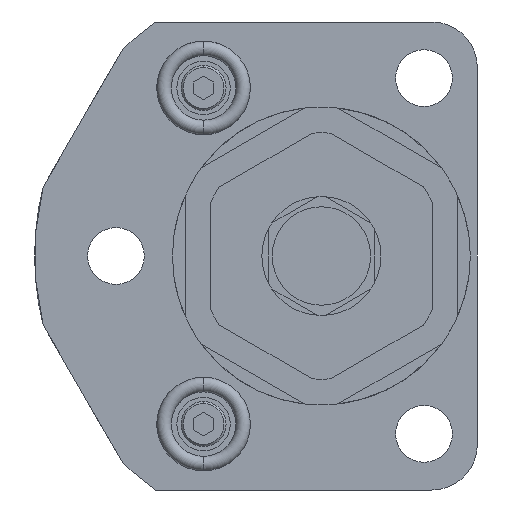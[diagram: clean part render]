
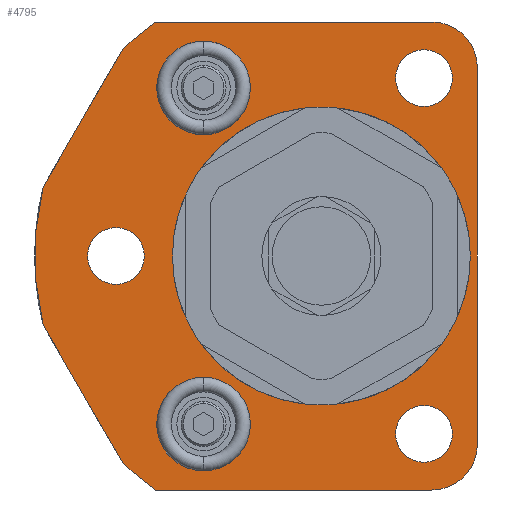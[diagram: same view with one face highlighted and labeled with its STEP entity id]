
A CAD part, front view. The second image highlights one B-rep face of the part: STEP entity #4795.
In plain terms, the highlighted planar face has unit normal (0, -1, 0).
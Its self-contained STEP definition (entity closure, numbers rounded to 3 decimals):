
#831=CARTESIAN_POINT('',(0.,0.,0.));
#832=DIRECTION('',(0.,-1.,0.));
#833=DIRECTION('',(-0.971,0.,0.24));
#834=AXIS2_PLACEMENT_3D('',#831,#832,#833);
#839=CARTESIAN_POINT('',(0.,0.,0.));
#840=DIRECTION('',(0.,-1.,0.));
#841=DIRECTION('',(-0.693,0.,-0.721));
#842=AXIS2_PLACEMENT_3D('',#839,#840,#841);
#847=CARTESIAN_POINT('',(0.,0.,0.));
#848=DIRECTION('',(0.,-1.,0.));
#849=DIRECTION('',(-0.578,0.,0.816));
#850=AXIS2_PLACEMENT_3D('',#847,#848,#849);
#969=CARTESIAN_POINT('',(0.,0.,0.));
#970=DIRECTION('',(0.,-1.,0.));
#971=DIRECTION('',(1.,0.,0.));
#972=AXIS2_PLACEMENT_3D('',#969,#970,#971);
#977=CARTESIAN_POINT('',(0.,0.,0.));
#978=DIRECTION('',(0.,1.,0.));
#979=DIRECTION('',(1.,0.,0.));
#980=AXIS2_PLACEMENT_3D('',#977,#978,#979);
#985=CARTESIAN_POINT('',(13.436,0.,-22.936));
#986=DIRECTION('',(0.,-1.,0.));
#987=DIRECTION('',(0.,0.,-1.));
#988=AXIS2_PLACEMENT_3D('',#985,#986,#987);
#993=DIRECTION('',(-1.,0.,0.));
#994=VECTOR('',#993,33.624);
#995=CARTESIAN_POINT('',(13.436,0.,-28.499));
#996=LINE('',#995,#994);
#1000=DIRECTION('',(0.5,0.,-0.866));
#1001=VECTOR('',#1000,19.386);
#1002=CARTESIAN_POINT('',(-33.904,0.,-8.382));
#1003=LINE('',#1002,#1001);
#1007=DIRECTION('',(0.5,0.,0.866));
#1008=VECTOR('',#1007,19.386);
#1009=CARTESIAN_POINT('',(-33.904,0.,8.382));
#1010=LINE('',#1009,#1008);
#1014=DIRECTION('',(1.,0.,0.));
#1015=VECTOR('',#1014,33.624);
#1016=CARTESIAN_POINT('',(-20.188,0.,28.499));
#1017=LINE('',#1016,#1015);
#1021=CARTESIAN_POINT('',(13.436,0.,22.936));
#1022=DIRECTION('',(0.,-1.,0.));
#1023=DIRECTION('',(1.,0.,0.));
#1024=AXIS2_PLACEMENT_3D('',#1021,#1022,#1023);
#1029=DIRECTION('',(0.,0.,1.));
#1030=VECTOR('',#1029,45.872);
#1031=CARTESIAN_POINT('',(18.999,0.,-22.936));
#1032=LINE('',#1031,#1030);
#1036=CARTESIAN_POINT('',(12.497,0.,21.666));
#1037=DIRECTION('',(0.,-1.,0.));
#1038=DIRECTION('',(1.,0.,0.));
#1039=AXIS2_PLACEMENT_3D('',#1036,#1037,#1038);
#1044=CARTESIAN_POINT('',(12.497,0.,21.666));
#1045=DIRECTION('',(0.,-1.,0.));
#1046=DIRECTION('',(-1.,0.,0.));
#1047=AXIS2_PLACEMENT_3D('',#1044,#1045,#1046);
#1052=CARTESIAN_POINT('',(12.497,0.,-21.666));
#1053=DIRECTION('',(0.,-1.,0.));
#1054=DIRECTION('',(1.,0.,0.));
#1055=AXIS2_PLACEMENT_3D('',#1052,#1053,#1054);
#1060=CARTESIAN_POINT('',(12.497,0.,-21.666));
#1061=DIRECTION('',(0.,-1.,0.));
#1062=DIRECTION('',(-1.,0.,0.));
#1063=AXIS2_PLACEMENT_3D('',#1060,#1061,#1062);
#1068=CARTESIAN_POINT('',(-25.019,0.,0.));
#1069=DIRECTION('',(0.,-1.,0.));
#1070=DIRECTION('',(1.,0.,0.));
#1071=AXIS2_PLACEMENT_3D('',#1068,#1069,#1070);
#1076=CARTESIAN_POINT('',(-25.019,0.,0.));
#1077=DIRECTION('',(0.,-1.,0.));
#1078=DIRECTION('',(-1.,0.,0.));
#1079=AXIS2_PLACEMENT_3D('',#1076,#1077,#1078);
#1084=CARTESIAN_POINT('',(-14.351,0.,-20.472));
#1085=DIRECTION('',(0.,1.,0.));
#1086=DIRECTION('',(-1.,0.,0.));
#1087=AXIS2_PLACEMENT_3D('',#1084,#1085,#1086);
#1092=CARTESIAN_POINT('',(-14.351,0.,-20.472));
#1093=DIRECTION('',(0.,1.,0.));
#1094=DIRECTION('',(1.,0.,0.));
#1095=AXIS2_PLACEMENT_3D('',#1092,#1093,#1094);
#1100=CARTESIAN_POINT('',(-14.351,0.,20.473));
#1101=DIRECTION('',(0.,1.,0.));
#1102=DIRECTION('',(-1.,0.,0.));
#1103=AXIS2_PLACEMENT_3D('',#1100,#1101,#1102);
#1108=CARTESIAN_POINT('',(-14.351,0.,20.473));
#1109=DIRECTION('',(0.,1.,0.));
#1110=DIRECTION('',(1.,0.,0.));
#1111=AXIS2_PLACEMENT_3D('',#1108,#1109,#1110);
#3546=CARTESIAN_POINT('',(18.136,0.,0.));
#3547=CARTESIAN_POINT('',(-18.136,0.,0.));
#3548=VERTEX_POINT('',#3546);
#3549=VERTEX_POINT('',#3547);
#3550=CARTESIAN_POINT('',(-33.904,0.,-8.382));
#3551=CARTESIAN_POINT('',(-24.211,0.,-25.171));
#3552=VERTEX_POINT('',#3550);
#3553=VERTEX_POINT('',#3551);
#3554=CARTESIAN_POINT('',(-33.904,0.,8.382));
#3555=CARTESIAN_POINT('',(-24.211,0.,25.171));
#3556=VERTEX_POINT('',#3554);
#3557=VERTEX_POINT('',#3555);
#3558=CARTESIAN_POINT('',(-20.188,0.,28.499));
#3559=VERTEX_POINT('',#3558);
#3560=CARTESIAN_POINT('',(-20.188,0.,-28.499));
#3561=VERTEX_POINT('',#3560);
#3562=CARTESIAN_POINT('',(15.952,0.,21.666));
#3563=CARTESIAN_POINT('',(9.043,0.,21.666));
#3564=VERTEX_POINT('',#3562);
#3565=VERTEX_POINT('',#3563);
#3674=CARTESIAN_POINT('',(-20.054,0.,-20.472));
#3675=CARTESIAN_POINT('',(-8.649,0.,-20.472));
#3676=VERTEX_POINT('',#3674);
#3677=VERTEX_POINT('',#3675);
#3690=CARTESIAN_POINT('',(-20.054,0.,20.473));
#3691=CARTESIAN_POINT('',(-8.649,0.,20.473));
#3692=VERTEX_POINT('',#3690);
#3693=VERTEX_POINT('',#3691);
#3716=CARTESIAN_POINT('',(15.951,0.,-21.666));
#3717=CARTESIAN_POINT('',(9.042,0.,-21.666));
#3718=VERTEX_POINT('',#3716);
#3719=VERTEX_POINT('',#3717);
#3720=CARTESIAN_POINT('',(-21.565,0.,0.));
#3721=CARTESIAN_POINT('',(-28.474,0.,0.));
#3722=VERTEX_POINT('',#3720);
#3723=VERTEX_POINT('',#3721);
#3748=CARTESIAN_POINT('',(13.436,0.,-28.499));
#3749=CARTESIAN_POINT('',(18.999,0.,-22.936));
#3750=VERTEX_POINT('',#3748);
#3751=VERTEX_POINT('',#3749);
#3752=CARTESIAN_POINT('',(18.999,0.,22.936));
#3753=CARTESIAN_POINT('',(13.436,0.,28.499));
#3754=VERTEX_POINT('',#3752);
#3755=VERTEX_POINT('',#3753);
#4736=CARTESIAN_POINT('',(0.,0.,0.));
#4737=DIRECTION('',(0.,-1.,0.));
#4738=DIRECTION('',(-1.,0.,0.));
#4739=AXIS2_PLACEMENT_3D('',#4736,#4737,#4738);
#4740=PLANE('',#4739);
#4742=ORIENTED_EDGE('',*,*,#4741,.F.);
#4744=ORIENTED_EDGE('',*,*,#4743,.T.);
#4745=ORIENTED_EDGE('',*,*,#4666,.F.);
#4747=ORIENTED_EDGE('',*,*,#4746,.F.);
#4748=ORIENTED_EDGE('',*,*,#4651,.F.);
#4749=ORIENTED_EDGE('',*,*,#4724,.T.);
#4750=ORIENTED_EDGE('',*,*,#4682,.F.);
#4752=ORIENTED_EDGE('',*,*,#4751,.T.);
#4754=ORIENTED_EDGE('',*,*,#4753,.F.);
#4756=ORIENTED_EDGE('',*,*,#4755,.F.);
#4757=EDGE_LOOP('',(#4742,#4744,#4745,#4747,#4748,#4749,#4750,#4752,#4754,
#4756));
#4758=FACE_OUTER_BOUND('',#4757,.F.);
#4760=ORIENTED_EDGE('',*,*,#4759,.T.);
#4762=ORIENTED_EDGE('',*,*,#4761,.F.);
#4763=EDGE_LOOP('',(#4760,#4762));
#4764=FACE_BOUND('',#4763,.F.);
#4766=ORIENTED_EDGE('',*,*,#4765,.T.);
#4768=ORIENTED_EDGE('',*,*,#4767,.T.);
#4769=EDGE_LOOP('',(#4766,#4768));
#4770=FACE_BOUND('',#4769,.F.);
#4772=ORIENTED_EDGE('',*,*,#4771,.T.);
#4774=ORIENTED_EDGE('',*,*,#4773,.T.);
#4775=EDGE_LOOP('',(#4772,#4774));
#4776=FACE_BOUND('',#4775,.F.);
#4778=ORIENTED_EDGE('',*,*,#4777,.T.);
#4780=ORIENTED_EDGE('',*,*,#4779,.T.);
#4781=EDGE_LOOP('',(#4778,#4780));
#4782=FACE_BOUND('',#4781,.F.);
#4784=ORIENTED_EDGE('',*,*,#4783,.F.);
#4786=ORIENTED_EDGE('',*,*,#4785,.F.);
#4787=EDGE_LOOP('',(#4784,#4786));
#4788=FACE_BOUND('',#4787,.F.);
#4790=ORIENTED_EDGE('',*,*,#4789,.F.);
#4792=ORIENTED_EDGE('',*,*,#4791,.F.);
#4793=EDGE_LOOP('',(#4790,#4792));
#4794=FACE_BOUND('',#4793,.F.);
#835=CIRCLE('',#834,34.925);
#843=CIRCLE('',#842,34.925);
#851=CIRCLE('',#850,34.925);
#973=CIRCLE('',#972,18.136);
#981=CIRCLE('',#980,18.136);
#989=CIRCLE('',#988,5.563);
#1025=CIRCLE('',#1024,5.563);
#1040=CIRCLE('',#1039,3.455);
#1048=CIRCLE('',#1047,3.455);
#1056=CIRCLE('',#1055,3.455);
#1064=CIRCLE('',#1063,3.455);
#1072=CIRCLE('',#1071,3.455);
#1080=CIRCLE('',#1079,3.455);
#1088=CIRCLE('',#1087,5.703);
#1096=CIRCLE('',#1095,5.703);
#1104=CIRCLE('',#1103,5.703);
#1112=CIRCLE('',#1111,5.703);
#4651=EDGE_CURVE('',#3556,#3552,#835,.T.);
#4666=EDGE_CURVE('',#3553,#3561,#843,.T.);
#4682=EDGE_CURVE('',#3559,#3557,#851,.T.);
#4724=EDGE_CURVE('',#3556,#3557,#1010,.T.);
#4741=EDGE_CURVE('',#3750,#3751,#989,.T.);
#4743=EDGE_CURVE('',#3750,#3561,#996,.T.);
#4746=EDGE_CURVE('',#3552,#3553,#1003,.T.);
#4751=EDGE_CURVE('',#3559,#3755,#1017,.T.);
#4753=EDGE_CURVE('',#3754,#3755,#1025,.T.);
#4755=EDGE_CURVE('',#3751,#3754,#1032,.T.);
#4759=EDGE_CURVE('',#3548,#3549,#973,.T.);
#4761=EDGE_CURVE('',#3548,#3549,#981,.T.);
#4765=EDGE_CURVE('',#3564,#3565,#1040,.T.);
#4767=EDGE_CURVE('',#3565,#3564,#1048,.T.);
#4771=EDGE_CURVE('',#3718,#3719,#1056,.T.);
#4773=EDGE_CURVE('',#3719,#3718,#1064,.T.);
#4777=EDGE_CURVE('',#3722,#3723,#1072,.T.);
#4779=EDGE_CURVE('',#3723,#3722,#1080,.T.);
#4783=EDGE_CURVE('',#3676,#3677,#1088,.T.);
#4785=EDGE_CURVE('',#3677,#3676,#1096,.T.);
#4789=EDGE_CURVE('',#3692,#3693,#1104,.T.);
#4791=EDGE_CURVE('',#3693,#3692,#1112,.T.);
#4795=ADVANCED_FACE('',(#4758,#4764,#4770,#4776,#4782,#4788,#4794),#4740,.T.);
